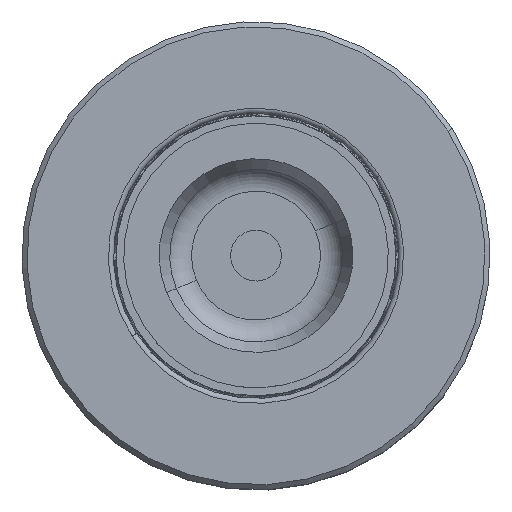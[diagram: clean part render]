
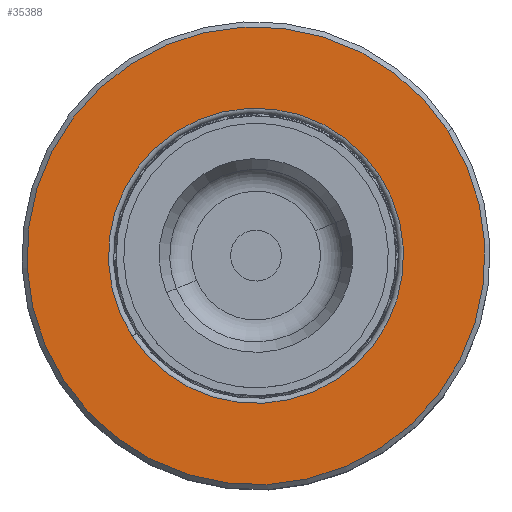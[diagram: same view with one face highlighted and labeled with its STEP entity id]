
A CAD part, top view. The second image highlights one B-rep face of the part: STEP entity #35388.
In plain terms, the highlighted face is planar.
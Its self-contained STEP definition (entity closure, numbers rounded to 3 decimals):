
#1216 = CARTESIAN_POINT ( 'NONE',  ( 0., 10.687, 14.5 ) ) ;
#4334 = EDGE_CURVE ( 'NONE', #29782, #4560, #17776, .T. ) ;
#4560 = VERTEX_POINT ( 'NONE', #1216 ) ;
#6234 = ORIENTED_EDGE ( 'NONE', *, *, #4334, .T. ) ;
#6399 = DIRECTION ( 'NONE',  ( 0., 1., 0. ) ) ;
#7172 = DIRECTION ( 'NONE',  ( 0., -1., 0. ) ) ;
#9492 = ORIENTED_EDGE ( 'NONE', *, *, #18993, .T. ) ;
#9911 = CIRCLE ( 'NONE', #22244, 22.5 ) ;
#10440 = CARTESIAN_POINT ( 'NONE',  ( 0., 10.687, 0. ) ) ;
#10542 = CARTESIAN_POINT ( 'NONE',  ( 0., 10.687, 0. ) ) ;
#12917 = VERTEX_POINT ( 'NONE', #38875 ) ;
#12933 = AXIS2_PLACEMENT_3D ( 'NONE', #10440, #23083, #13800 ) ;
#13753 = DIRECTION ( 'NONE',  ( 0., 0., -1. ) ) ;
#13800 = DIRECTION ( 'NONE',  ( 0., 0., -1. ) ) ;
#15737 = CIRCLE ( 'NONE', #12933, 14.5 ) ;
#15785 = AXIS2_PLACEMENT_3D ( 'NONE', #41269, #6399, #38036 ) ;
#16070 = CARTESIAN_POINT ( 'NONE',  ( 0., 10.687, 22.5 ) ) ;
#16267 = AXIS2_PLACEMENT_3D ( 'NONE', #32196, #35834, #35710 ) ;
#17776 = CIRCLE ( 'NONE', #27217, 14.5 ) ;
#18957 = EDGE_LOOP ( 'NONE', ( #6234, #9492 ) ) ;
#18993 = EDGE_CURVE ( 'NONE', #4560, #29782, #15737, .T. ) ;
#19909 = FACE_BOUND ( 'NONE', #18957, .T. ) ;
#20108 = CARTESIAN_POINT ( 'NONE',  ( 0., 10.687, 0. ) ) ;
#20388 = DIRECTION ( 'NONE',  ( 0., 0., -1. ) ) ;
#20649 = ORIENTED_EDGE ( 'NONE', *, *, #34270, .F. ) ;
#21605 = ORIENTED_EDGE ( 'NONE', *, *, #31354, .F. ) ;
#22244 = AXIS2_PLACEMENT_3D ( 'NONE', #20108, #33077, #20388 ) ;
#23083 = DIRECTION ( 'NONE',  ( 0., -1., 0. ) ) ;
#24566 = CIRCLE ( 'NONE', #16267, 22.5 ) ;
#27217 = AXIS2_PLACEMENT_3D ( 'NONE', #10542, #7172, #13753 ) ;
#28093 = VERTEX_POINT ( 'NONE', #16070 ) ;
#29782 = VERTEX_POINT ( 'NONE', #34457 ) ;
#31354 = EDGE_CURVE ( 'NONE', #28093, #12917, #24566, .T. ) ;
#32110 = PLANE ( 'NONE',  #15785 ) ;
#32196 = CARTESIAN_POINT ( 'NONE',  ( 0., 10.687, 0. ) ) ;
#33077 = DIRECTION ( 'NONE',  ( 0., -1., 0. ) ) ;
#34270 = EDGE_CURVE ( 'NONE', #12917, #28093, #9911, .T. ) ;
#34457 = CARTESIAN_POINT ( 'NONE',  ( 0., 10.687, -14.5 ) ) ;
#35388 = ADVANCED_FACE ( 'NONE', ( #19909, #36054 ), #32110, .T. ) ;
#35710 = DIRECTION ( 'NONE',  ( 0., 0., -1. ) ) ;
#35834 = DIRECTION ( 'NONE',  ( 0., -1., 0. ) ) ;
#36054 = FACE_OUTER_BOUND ( 'NONE', #41032, .T. ) ;
#38036 = DIRECTION ( 'NONE',  ( 0., 0., 1. ) ) ;
#38875 = CARTESIAN_POINT ( 'NONE',  ( 0., 10.687, -22.5 ) ) ;
#41032 = EDGE_LOOP ( 'NONE', ( #20649, #21605 ) ) ;
#41269 = CARTESIAN_POINT ( 'NONE',  ( 22.5, 10.687, 0. ) ) ;
